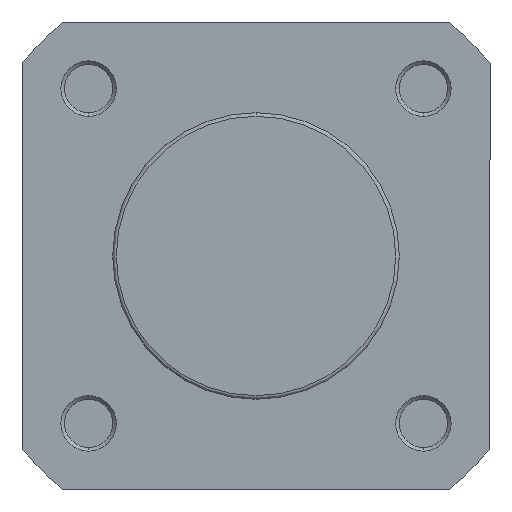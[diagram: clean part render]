
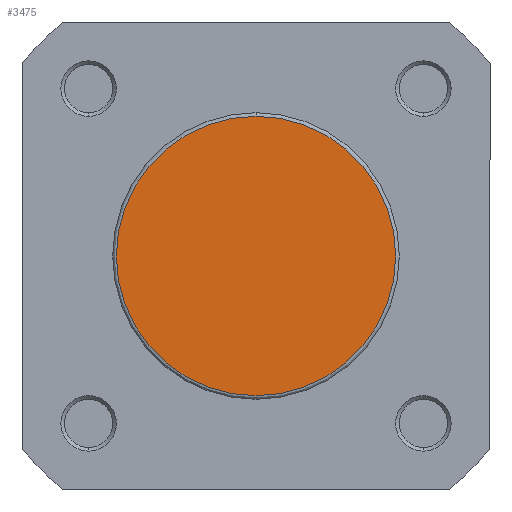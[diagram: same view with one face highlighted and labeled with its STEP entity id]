
A CAD part, left-side view. The second image highlights one B-rep face of the part: STEP entity #3475.
In plain terms, the highlighted planar face has unit normal (-1, 0, 0).
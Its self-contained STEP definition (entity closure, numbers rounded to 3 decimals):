
#193 = CIRCLE ( 'NONE', #3204, 19.4 ) ;
#390 = CIRCLE ( 'NONE', #3277, 19.4 ) ;
#447 = FACE_OUTER_BOUND ( 'NONE', #5499, .T. ) ;
#1179 = CARTESIAN_POINT ( 'NONE',  ( 0., 0., 0. ) ) ;
#1180 = DIRECTION ( 'NONE',  ( -1., 0., 0. ) ) ;
#1181 = DIRECTION ( 'NONE',  ( 0., 0., -1. ) ) ;
#1514 = CARTESIAN_POINT ( 'NONE',  ( 0., 0., 0. ) ) ;
#1521 = DIRECTION ( 'NONE',  ( -1., 0., 0. ) ) ;
#1522 = DIRECTION ( 'NONE',  ( 0., 0., -1. ) ) ;
#1654 = CARTESIAN_POINT ( 'NONE',  ( 0., 19.9, 0. ) ) ;
#1655 = PLANE ( 'NONE',  #3319 ) ;
#1657 = DIRECTION ( 'NONE',  ( 1., 0., 0. ) ) ;
#1658 = DIRECTION ( 'NONE',  ( 0., 0., -1. ) ) ;
#2401 = CARTESIAN_POINT ( 'NONE',  ( 0., 0., -19.4 ) ) ;
#2481 = CARTESIAN_POINT ( 'NONE',  ( 0., 0., 19.4 ) ) ;
#2953 = EDGE_CURVE ( 'NONE', #4938, #4828, #193, .T. ) ;
#3088 = EDGE_CURVE ( 'NONE', #4828, #4938, #390, .T. ) ;
#3204 = AXIS2_PLACEMENT_3D ( 'NONE', #1179, #1180, #1181 ) ;
#3277 = AXIS2_PLACEMENT_3D ( 'NONE', #1514, #1521, #1522 ) ;
#3319 = AXIS2_PLACEMENT_3D ( 'NONE', #1654, #1657, #1658 ) ;
#3475 = ADVANCED_FACE ( 'NONE', ( #447 ), #1655, .F. ) ;
#4063 = ORIENTED_EDGE ( 'NONE', *, *, #2953, .T. ) ;
#4064 = ORIENTED_EDGE ( 'NONE', *, *, #3088, .T. ) ;
#4828 = VERTEX_POINT ( 'NONE', #2401 ) ;
#4938 = VERTEX_POINT ( 'NONE', #2481 ) ;
#5499 = EDGE_LOOP ( 'NONE', ( #4064, #4063 ) ) ;
